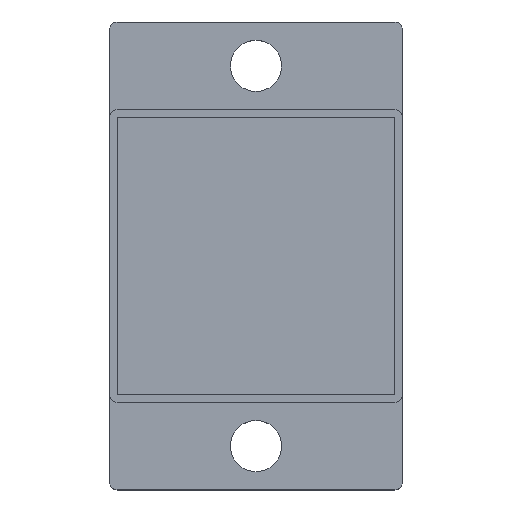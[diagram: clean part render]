
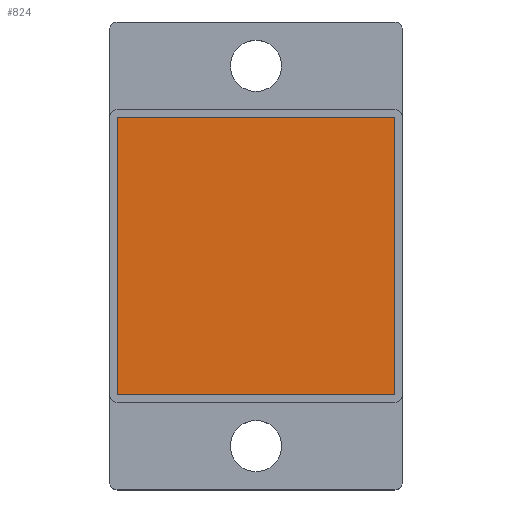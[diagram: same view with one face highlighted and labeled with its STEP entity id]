
A CAD part, top view. The second image highlights one B-rep face of the part: STEP entity #824.
In plain terms, the highlighted planar face has unit normal (0, 0, 1).
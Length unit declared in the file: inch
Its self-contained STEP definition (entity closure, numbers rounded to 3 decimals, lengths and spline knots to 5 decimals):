
#289=DIRECTION('',(0.,-1.,0.));
#290=VECTOR('',#289,0.74803);
#291=CARTESIAN_POINT('',(-0.37402,0.37402,
0.11024));
#292=LINE('',#291,#290);
#293=DIRECTION('',(-1.,0.,0.));
#294=VECTOR('',#293,0.74803);
#295=CARTESIAN_POINT('',(0.37402,0.37402,
0.11024));
#296=LINE('',#295,#294);
#297=DIRECTION('',(0.,1.,0.));
#298=VECTOR('',#297,0.74803);
#299=CARTESIAN_POINT('',(0.37402,-0.37402,
0.11024));
#300=LINE('',#299,#298);
#301=DIRECTION('',(1.,0.,0.));
#302=VECTOR('',#301,0.74803);
#303=CARTESIAN_POINT('',(-0.37402,-0.37402,
0.11024));
#304=LINE('',#303,#302);
#329=CARTESIAN_POINT('',(-0.37402,0.37402,
0.11024));
#330=CARTESIAN_POINT('',(-0.37402,-0.37402,
0.11024));
#331=VERTEX_POINT('',#329);
#332=VERTEX_POINT('',#330);
#333=CARTESIAN_POINT('',(0.37402,-0.37402,
0.11024));
#334=VERTEX_POINT('',#333);
#335=CARTESIAN_POINT('',(0.37402,0.37402,
0.11024));
#336=VERTEX_POINT('',#335);
#813=CARTESIAN_POINT('',(0.,0.,0.11024));
#814=DIRECTION('',(0.,0.,1.));
#815=DIRECTION('',(1.,0.,0.));
#816=AXIS2_PLACEMENT_3D('',#813,#814,#815);
#817=PLANE('',#816);
#818=ORIENTED_EDGE('',*,*,#765,.F.);
#819=ORIENTED_EDGE('',*,*,#780,.F.);
#820=ORIENTED_EDGE('',*,*,#794,.F.);
#821=ORIENTED_EDGE('',*,*,#807,.F.);
#822=EDGE_LOOP('',(#818,#819,#820,#821));
#823=FACE_OUTER_BOUND('',#822,.F.);
#824=ADVANCED_FACE('',(#823),#817,.T.);
#765=EDGE_CURVE('',#331,#332,#292,.T.);
#780=EDGE_CURVE('',#336,#331,#296,.T.);
#794=EDGE_CURVE('',#334,#336,#300,.T.);
#807=EDGE_CURVE('',#332,#334,#304,.T.);
